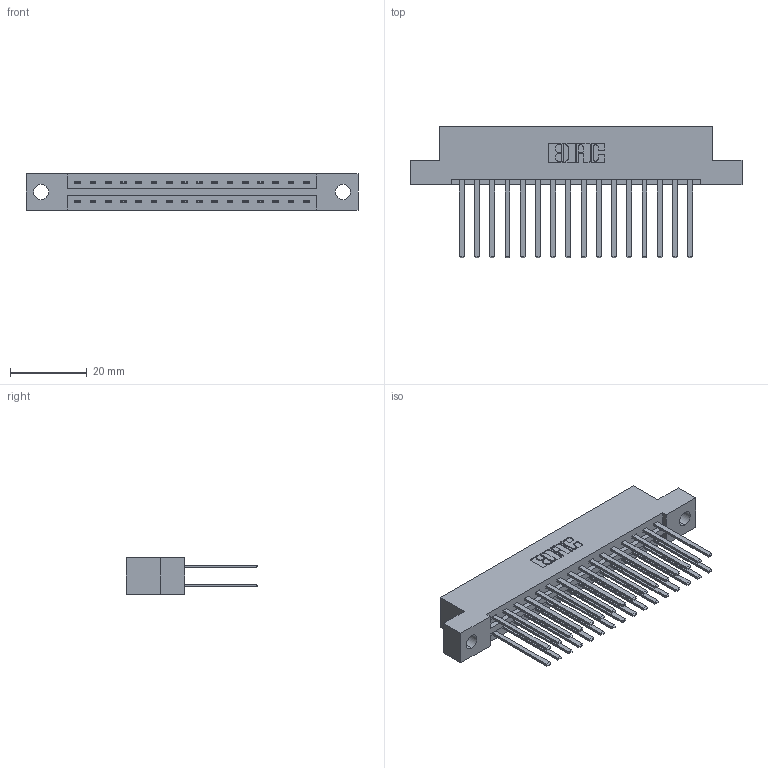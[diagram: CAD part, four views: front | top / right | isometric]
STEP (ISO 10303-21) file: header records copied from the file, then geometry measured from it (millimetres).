
FILE_DESCRIPTION (( 'STEP AP203' ), '1' );
FILE_NAME ('387-032-544-204.STEP', '2018-09-18T07:40:10', ( '' ), ( '' ), 'SwSTEP 2.0', 'SolidWorks 2016', '' );
FILE_SCHEMA (( 'CONFIG_CONTROL_DESIGN' ));
Length unit declared in the file: inch
Products named in the file (3): 337 Part_Flush Mounting Lugs - 0.156 Dia-TH; 345-292-001_345-293-144; 387-032-544-204
Assembly tree (33 placements, depth 2):
  387-032-544-204
    337 Part_Flush Mounting Lugs - 0.156 Dia-TH
    345-292-001_345-293-144  x32
Bounding box: 86.41 x 34.3 x 9.4 mm (x, y, z)
Volume: 9121.3 mm3; surface area: 11321.9 mm2
Topology: 33 solids, 33 shells, 1650 faces, 4887 edges, 3214 vertices
Faces by surface type: plane 1158, cylinder 492
Entity records: 15587 total; most frequent: CARTESIAN_POINT 2646, ORIENTED_EDGE 2582, DIRECTION 2295, EDGE_CURVE 1291, LINE 1167, VECTOR 1167, VERTEX_POINT 858, AXIS2_PLACEMENT_3D 564
